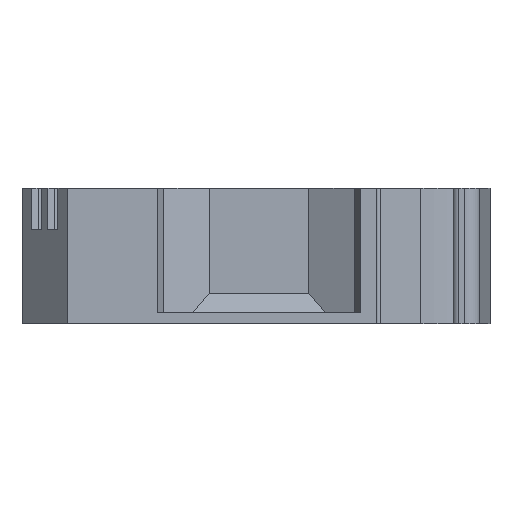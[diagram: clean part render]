
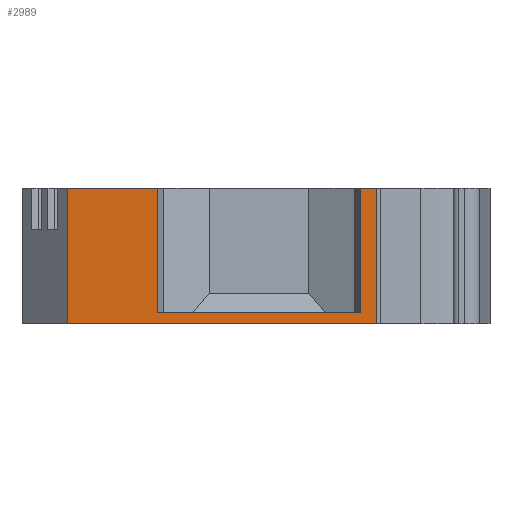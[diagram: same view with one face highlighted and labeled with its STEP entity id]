
A CAD part, left-side view. The second image highlights one B-rep face of the part: STEP entity #2989.
In plain terms, the highlighted planar face has unit normal (-1, 0, 0).
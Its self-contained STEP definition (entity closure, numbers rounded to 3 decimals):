
#96=DIRECTION('',(0.,-1.,0.));
#97=VECTOR('',#96,41.);
#98=CARTESIAN_POINT('',(-29.25,25.,-9.));
#99=LINE('',#98,#97);
#568=DIRECTION('',(0.,0.,1.));
#569=VECTOR('',#568,18.);
#570=CARTESIAN_POINT('',(-29.25,-16.,-9.));
#571=LINE('',#570,#569);
#572=DIRECTION('',(0.,0.,-1.));
#573=VECTOR('',#572,16.5);
#574=CARTESIAN_POINT('',(-29.25,-13.8,9.));
#575=LINE('',#574,#573);
#576=DIRECTION('',(0.,0.,1.));
#577=VECTOR('',#576,18.);
#578=CARTESIAN_POINT('',(-29.25,25.,-9.));
#579=LINE('',#578,#577);
#580=DIRECTION('',(0.,0.,-1.));
#581=VECTOR('',#580,16.5);
#582=CARTESIAN_POINT('',(-29.25,13.,9.));
#583=LINE('',#582,#581);
#584=DIRECTION('',(0.,1.,0.));
#585=VECTOR('',#584,26.8);
#586=CARTESIAN_POINT('',(-29.25,-13.8,-7.5));
#587=LINE('',#586,#585);
#933=DIRECTION('',(0.,-1.,0.));
#934=VECTOR('',#933,2.2);
#935=CARTESIAN_POINT('',(-29.25,-13.8,9.));
#936=LINE('',#935,#934);
#957=DIRECTION('',(0.,-1.,0.));
#958=VECTOR('',#957,12.);
#959=CARTESIAN_POINT('',(-29.25,25.,9.));
#960=LINE('',#959,#958);
#1567=CARTESIAN_POINT('',(-29.25,25.,-9.));
#1568=VERTEX_POINT('',#1567);
#1569=CARTESIAN_POINT('',(-29.25,-16.,-9.));
#1570=VERTEX_POINT('',#1569);
#1713=CARTESIAN_POINT('',(-29.25,-16.,9.));
#1715=VERTEX_POINT('',#1713);
#1827=CARTESIAN_POINT('',(-29.25,25.,9.));
#1828=VERTEX_POINT('',#1827);
#1841=CARTESIAN_POINT('',(-29.25,-13.8,9.));
#1843=VERTEX_POINT('',#1841);
#1851=CARTESIAN_POINT('',(-29.25,13.,9.));
#1852=VERTEX_POINT('',#1851);
#1853=CARTESIAN_POINT('',(-29.25,-13.8,-7.5));
#1854=VERTEX_POINT('',#1853);
#1855=CARTESIAN_POINT('',(-29.25,13.,-7.5));
#1856=VERTEX_POINT('',#1855);
#2968=CARTESIAN_POINT('',(-29.25,25.,-9.));
#2969=DIRECTION('',(-1.,0.,0.));
#2970=DIRECTION('',(0.,-1.,0.));
#2971=AXIS2_PLACEMENT_3D('',#2968,#2969,#2970);
#2972=PLANE('',#2971);
#2974=ORIENTED_EDGE('',*,*,#2973,.F.);
#2976=ORIENTED_EDGE('',*,*,#2975,.T.);
#2977=ORIENTED_EDGE('',*,*,#2960,.F.);
#2978=ORIENTED_EDGE('',*,*,#2052,.F.);
#2980=ORIENTED_EDGE('',*,*,#2979,.T.);
#2982=ORIENTED_EDGE('',*,*,#2981,.T.);
#2984=ORIENTED_EDGE('',*,*,#2983,.T.);
#2986=ORIENTED_EDGE('',*,*,#2985,.F.);
#2987=EDGE_LOOP('',(#2974,#2976,#2977,#2978,#2980,#2982,#2984,#2986));
#2988=FACE_OUTER_BOUND('',#2987,.F.);
#2052=EDGE_CURVE('',#1568,#1570,#99,.T.);
#2960=EDGE_CURVE('',#1570,#1715,#571,.T.);
#2973=EDGE_CURVE('',#1843,#1854,#575,.T.);
#2975=EDGE_CURVE('',#1843,#1715,#936,.T.);
#2979=EDGE_CURVE('',#1568,#1828,#579,.T.);
#2981=EDGE_CURVE('',#1828,#1852,#960,.T.);
#2983=EDGE_CURVE('',#1852,#1856,#583,.T.);
#2985=EDGE_CURVE('',#1854,#1856,#587,.T.);
#2989=ADVANCED_FACE('',(#2988),#2972,.T.);
